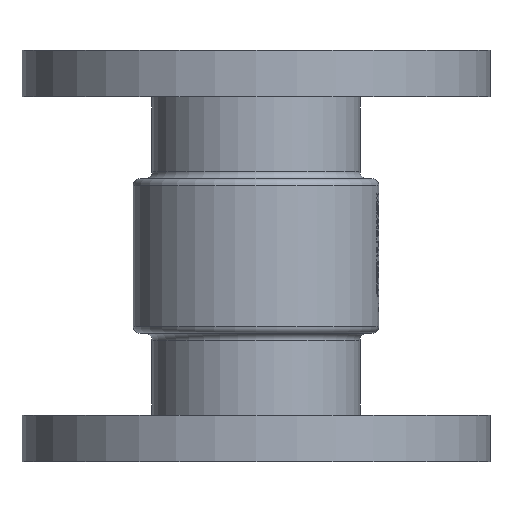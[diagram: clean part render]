
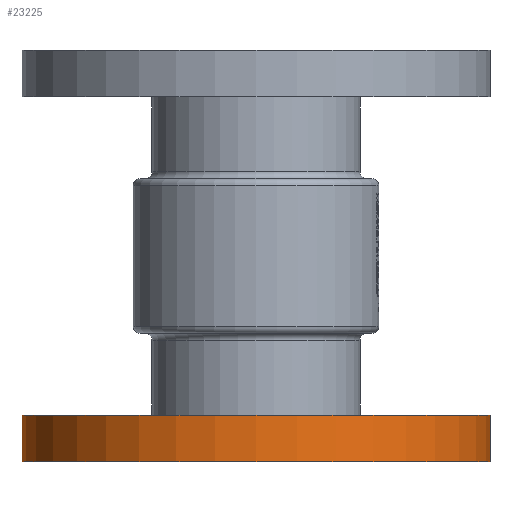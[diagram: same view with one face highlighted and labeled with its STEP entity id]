
A CAD part, front view. The second image highlights one B-rep face of the part: STEP entity #23225.
In plain terms, the highlighted cylindrical face has radius 100 mm (diameter 200 mm), a partial arc.
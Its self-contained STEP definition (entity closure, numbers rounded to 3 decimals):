
#665 = EDGE_CURVE ( 'NONE', #20731, #9423, #17418, .T. ) ;
#758 = CARTESIAN_POINT ( 'NONE',  ( 100., 0., -176. ) ) ;
#1233 = CIRCLE ( 'NONE', #25830, 100. ) ;
#1631 = CARTESIAN_POINT ( 'NONE',  ( 0., 0., -176. ) ) ;
#2350 = AXIS2_PLACEMENT_3D ( 'NONE', #23229, #18242, #9468 ) ;
#3028 = LINE ( 'NONE', #758, #10182 ) ;
#3343 = VERTEX_POINT ( 'NONE', #26237 ) ;
#5475 = DIRECTION ( 'NONE',  ( 0., 0., -1. ) ) ;
#6021 = DIRECTION ( 'NONE',  ( 0., 0., 1. ) ) ;
#6180 = DIRECTION ( 'NONE',  ( 0., 0., -1. ) ) ;
#6548 = ORIENTED_EDGE ( 'NONE', *, *, #27680, .F. ) ;
#6623 = CARTESIAN_POINT ( 'NONE',  ( -100., 0., -156. ) ) ;
#8282 = CARTESIAN_POINT ( 'NONE',  ( 0., 0., -176. ) ) ;
#9304 = EDGE_CURVE ( 'NONE', #9423, #22065, #1233, .T. ) ;
#9423 = VERTEX_POINT ( 'NONE', #13559 ) ;
#9468 = DIRECTION ( 'NONE',  ( 1., 0., 0. ) ) ;
#9514 = VECTOR ( 'NONE', #5475, 1000. ) ;
#10182 = VECTOR ( 'NONE', #26303, 1000. ) ;
#13559 = CARTESIAN_POINT ( 'NONE',  ( -100., 0., -176. ) ) ;
#14510 = CARTESIAN_POINT ( 'NONE',  ( 100., 0., -176. ) ) ;
#17418 = LINE ( 'NONE', #21958, #9514 ) ;
#17661 = DIRECTION ( 'NONE',  ( 1., 0., 0. ) ) ;
#18242 = DIRECTION ( 'NONE',  ( 0., 0., 1. ) ) ;
#19235 = CIRCLE ( 'NONE', #2350, 100. ) ;
#19708 = EDGE_CURVE ( 'NONE', #20731, #3343, #19235, .T. ) ;
#19931 = CYLINDRICAL_SURFACE ( 'NONE', #22212, 100. ) ;
#20731 = VERTEX_POINT ( 'NONE', #6623 ) ;
#21958 = CARTESIAN_POINT ( 'NONE',  ( -100., 0., -176. ) ) ;
#22065 = VERTEX_POINT ( 'NONE', #14510 ) ;
#22212 = AXIS2_PLACEMENT_3D ( 'NONE', #8282, #6180, #17661 ) ;
#22350 = FACE_OUTER_BOUND ( 'NONE', #27894, .T. ) ;
#23225 = ADVANCED_FACE ( 'NONE', ( #22350 ), #19931, .T. ) ;
#23229 = CARTESIAN_POINT ( 'NONE',  ( 0., 0., -156. ) ) ;
#23923 = ORIENTED_EDGE ( 'NONE', *, *, #9304, .T. ) ;
#25796 = ORIENTED_EDGE ( 'NONE', *, *, #19708, .F. ) ;
#25830 = AXIS2_PLACEMENT_3D ( 'NONE', #1631, #6021, #29015 ) ;
#26237 = CARTESIAN_POINT ( 'NONE',  ( 100., 0., -156. ) ) ;
#26303 = DIRECTION ( 'NONE',  ( 0., 0., -1. ) ) ;
#27680 = EDGE_CURVE ( 'NONE', #3343, #22065, #3028, .T. ) ;
#27894 = EDGE_LOOP ( 'NONE', ( #25796, #29008, #23923, #6548 ) ) ;
#29008 = ORIENTED_EDGE ( 'NONE', *, *, #665, .T. ) ;
#29015 = DIRECTION ( 'NONE',  ( 1., 0., 0. ) ) ;
